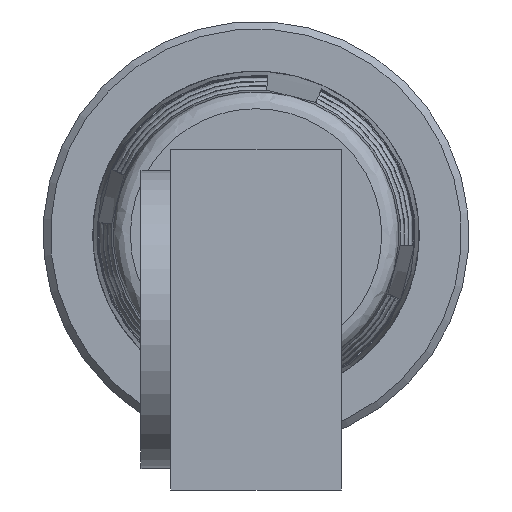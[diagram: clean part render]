
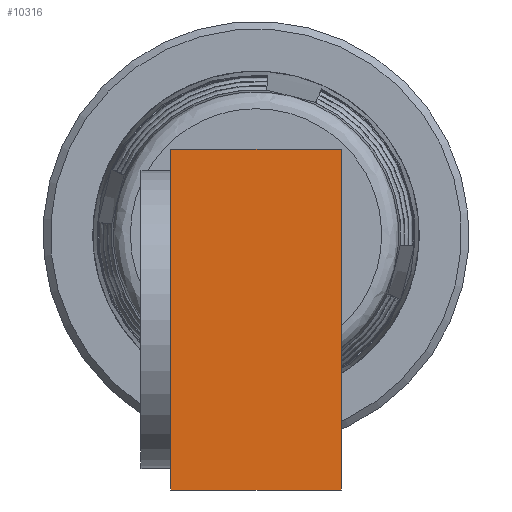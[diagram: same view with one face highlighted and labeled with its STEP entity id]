
A CAD part, left-side view. The second image highlights one B-rep face of the part: STEP entity #10316.
In plain terms, the highlighted planar face has unit normal (-1, 0, 0).
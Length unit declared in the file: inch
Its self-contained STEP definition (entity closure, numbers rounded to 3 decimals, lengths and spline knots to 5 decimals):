
#170 = LINE ( 'NONE', #2126, #3627 ) ;
#184 = AXIS2_PLACEMENT_3D ( 'NONE', #12308, #824, #3615 ) ;
#579 = EDGE_CURVE ( 'NONE', #754, #10367, #12026, .T. ) ;
#754 = VERTEX_POINT ( 'NONE', #2570 ) ;
#824 = DIRECTION ( 'NONE',  ( 1., 0., 0. ) ) ;
#949 = VECTOR ( 'NONE', #5368, 39.37008 ) ;
#1322 = ORIENTED_EDGE ( 'NONE', *, *, #11439, .F. ) ;
#1732 = DIRECTION ( 'NONE',  ( 0., -1., 0. ) ) ;
#2057 = DIRECTION ( 'NONE',  ( 0., 0., 1. ) ) ;
#2126 = CARTESIAN_POINT ( 'NONE',  ( 0., 0.07874, 0.07874 ) ) ;
#2211 = CARTESIAN_POINT ( 'NONE',  ( 0., 0.07874, 0.07874 ) ) ;
#2442 = LINE ( 'NONE', #7353, #949 ) ;
#2557 = EDGE_CURVE ( 'NONE', #11059, #8943, #5615, .T. ) ;
#2570 = CARTESIAN_POINT ( 'NONE',  ( 0., 0.07874, -0.23622 ) ) ;
#3103 = ORIENTED_EDGE ( 'NONE', *, *, #579, .T. ) ;
#3615 = DIRECTION ( 'NONE',  ( 0., 0., -1. ) ) ;
#3627 = VECTOR ( 'NONE', #2057, 39.37008 ) ;
#3869 = FACE_OUTER_BOUND ( 'NONE', #5254, .T. ) ;
#5254 = EDGE_LOOP ( 'NONE', ( #11801, #5571, #1322, #3103 ) ) ;
#5368 = DIRECTION ( 'NONE',  ( 0., 0., 1. ) ) ;
#5571 = ORIENTED_EDGE ( 'NONE', *, *, #2557, .F. ) ;
#5615 = LINE ( 'NONE', #10377, #5639 ) ;
#5639 = VECTOR ( 'NONE', #1732, 39.37008 ) ;
#7353 = CARTESIAN_POINT ( 'NONE',  ( 0., -0.07874, 0.07874 ) ) ;
#8122 = VECTOR ( 'NONE', #11840, 39.37008 ) ;
#8943 = VERTEX_POINT ( 'NONE', #9769 ) ;
#8976 = CARTESIAN_POINT ( 'NONE',  ( 0., -0.07874, -0.23622 ) ) ;
#9363 = EDGE_CURVE ( 'NONE', #10367, #8943, #2442, .T. ) ;
#9769 = CARTESIAN_POINT ( 'NONE',  ( 0., -0.07874, 0.07874 ) ) ;
#10316 = ADVANCED_FACE ( 'NONE', ( #3869 ), #12367, .F. ) ;
#10367 = VERTEX_POINT ( 'NONE', #8976 ) ;
#10377 = CARTESIAN_POINT ( 'NONE',  ( 0., 0., 0.07874 ) ) ;
#10958 = CARTESIAN_POINT ( 'NONE',  ( 0., 0., -0.23622 ) ) ;
#11059 = VERTEX_POINT ( 'NONE', #2211 ) ;
#11439 = EDGE_CURVE ( 'NONE', #754, #11059, #170, .T. ) ;
#11801 = ORIENTED_EDGE ( 'NONE', *, *, #9363, .T. ) ;
#11840 = DIRECTION ( 'NONE',  ( 0., -1., 0. ) ) ;
#12026 = LINE ( 'NONE', #10958, #8122 ) ;
#12308 = CARTESIAN_POINT ( 'NONE',  ( 0., 0.07874, 0.07874 ) ) ;
#12367 = PLANE ( 'NONE',  #184 ) ;
